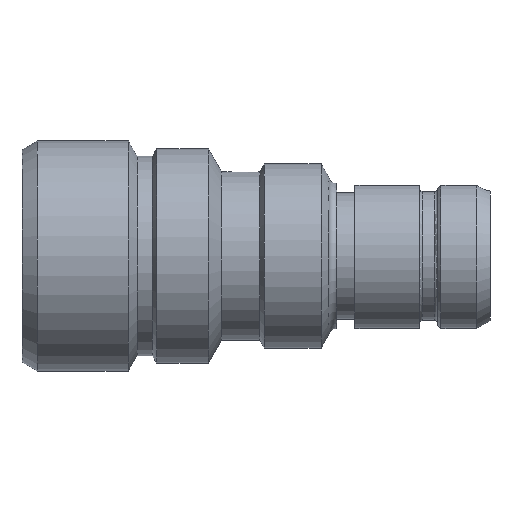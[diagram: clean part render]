
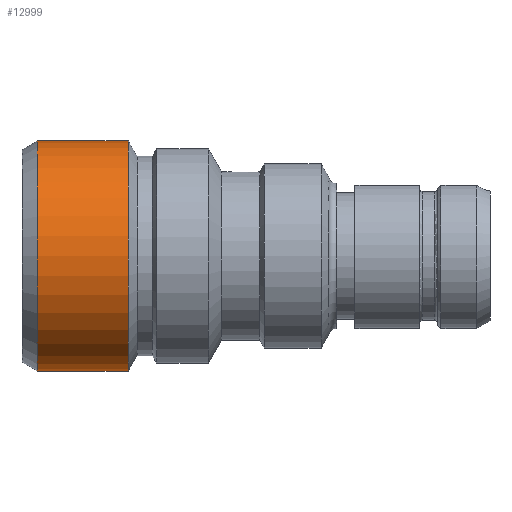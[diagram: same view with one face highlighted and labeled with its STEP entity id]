
A CAD part, top view. The second image highlights one B-rep face of the part: STEP entity #12999.
In plain terms, the highlighted cylindrical face has radius 7.5 mm (diameter 15 mm), a partial arc.
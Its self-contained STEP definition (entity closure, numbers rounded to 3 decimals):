
#234=CARTESIAN_POINT('',(1.,0.,0.));
#235=DIRECTION('',(1.,0.,0.));
#236=DIRECTION('',(0.,1.,0.));
#237=AXIS2_PLACEMENT_3D('',#234,#235,#236);
#239=CARTESIAN_POINT('',(6.923,0.,0.));
#240=DIRECTION('',(1.,0.,0.));
#241=DIRECTION('',(0.,1.,0.));
#242=AXIS2_PLACEMENT_3D('',#239,#240,#241);
#244=DIRECTION('',(-1.,0.,0.));
#245=VECTOR('',#244,5.923);
#246=CARTESIAN_POINT('',(6.923,7.5,0.));
#247=LINE('1033',#246,#245);
#248=DIRECTION('',(-1.,0.,0.));
#249=VECTOR('',#248,5.923);
#250=CARTESIAN_POINT('',(6.923,-7.5,0.));
#251=LINE('1048',#250,#249);
#10468=CARTESIAN_POINT('',(6.923,7.5,0.));
#10469=VERTEX_POINT('',#10468);
#10470=CARTESIAN_POINT('',(1.,7.5,0.));
#10471=VERTEX_POINT('',#10470);
#10506=CARTESIAN_POINT('',(6.923,-7.5,0.));
#10507=VERTEX_POINT('',#10506);
#10508=CARTESIAN_POINT('',(1.,-7.5,0.));
#10509=VERTEX_POINT('',#10508);
#12985=CARTESIAN_POINT('',(-1.525,0.,0.));
#12986=DIRECTION('',(1.,0.,0.));
#12987=DIRECTION('',(0.,-1.,0.));
#12988=AXIS2_PLACEMENT_3D('',#12985,#12986,#12987);
#12989=CYLINDRICAL_SURFACE('277',#12988,7.5);
#12991=ORIENTED_EDGE('1033',*,*,#12990,.F.);
#12993=ORIENTED_EDGE('1067',*,*,#12992,.T.);
#12995=ORIENTED_EDGE('1048',*,*,#12994,.T.);
#12996=ORIENTED_EDGE('1068',*,*,#12971,.F.);
#12997=EDGE_LOOP('277',(#12991,#12993,#12995,#12996));
#12998=FACE_OUTER_BOUND('277',#12997,.F.);
#238=CIRCLE('1068',#237,7.5);
#243=CIRCLE('1067',#242,7.5);
#12971=EDGE_CURVE('1068',#10471,#10509,#238,.T.);
#12990=EDGE_CURVE('1033',#10469,#10471,#247,.T.);
#12992=EDGE_CURVE('1067',#10469,#10507,#243,.T.);
#12994=EDGE_CURVE('1048',#10507,#10509,#251,.T.);
#12999=ADVANCED_FACE('277',(#12998),#12989,.T.);
